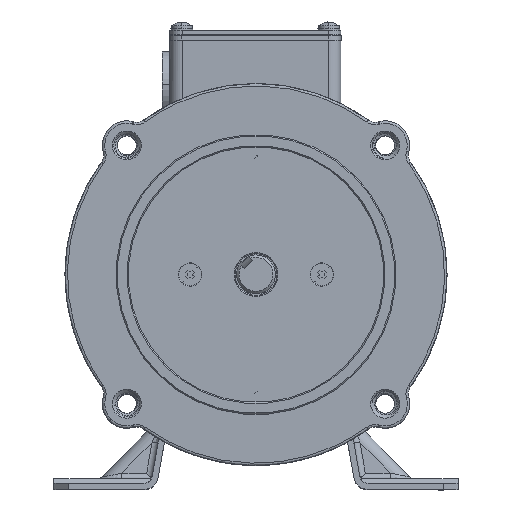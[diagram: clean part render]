
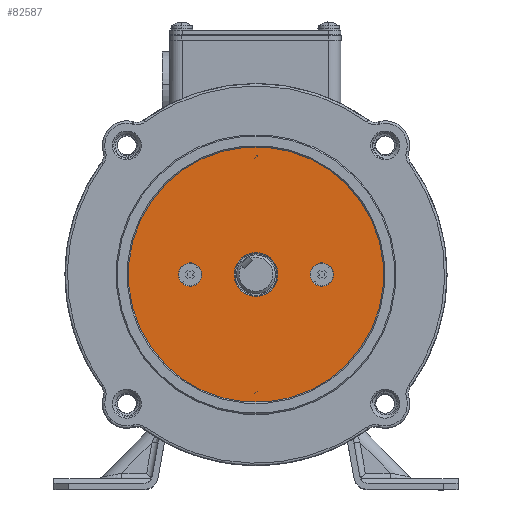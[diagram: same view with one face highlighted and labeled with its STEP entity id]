
A CAD part, top view. The second image highlights one B-rep face of the part: STEP entity #82587.
In plain terms, the highlighted planar face has unit normal (0, 0, 1).
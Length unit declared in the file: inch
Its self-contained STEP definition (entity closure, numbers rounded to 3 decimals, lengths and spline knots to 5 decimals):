
#505 = DIRECTION ( 'NONE',  ( 0., 0., -1. ) ) ;
#1469 = DIRECTION ( 'NONE',  ( 1., 0., 0. ) ) ;
#1989 = FACE_BOUND ( 'NONE', #88274, .T. ) ;
#2288 = CARTESIAN_POINT ( 'NONE',  ( -0.90894, 0.72382, 10.16929 ) ) ;
#2381 = EDGE_CURVE ( 'NONE', #43671, #75338, #14301, .T. ) ;
#2914 = VERTEX_POINT ( 'NONE', #2288 ) ;
#4706 = DIRECTION ( 'NONE',  ( 1., 0., 0. ) ) ;
#8150 = EDGE_LOOP ( 'NONE', ( #23963, #40864 ) ) ;
#11042 = FACE_OUTER_BOUND ( 'NONE', #8150, .T. ) ;
#11691 = CARTESIAN_POINT ( 'NONE',  ( -2.02633, -0.02493, 10.16929 ) ) ;
#11716 = CARTESIAN_POINT ( 'NONE',  ( -0.72194, 0.72382, 10.16929 ) ) ;
#14301 = CIRCLE ( 'NONE', #77453, 2.05315 ) ;
#14861 = CARTESIAN_POINT ( 'NONE',  ( 0.58856, -0.77368, 10.16929 ) ) ;
#15489 = DIRECTION ( 'NONE',  ( 0., 0., -1. ) ) ;
#15525 = VERTEX_POINT ( 'NONE', #25960 ) ;
#18454 = AXIS2_PLACEMENT_3D ( 'NONE', #23437, #29739, #1469 ) ;
#18483 = EDGE_CURVE ( 'NONE', #75338, #43671, #77286, .T. ) ;
#18899 = DIRECTION ( 'NONE',  ( 0., 0., -1. ) ) ;
#20058 = DIRECTION ( 'NONE',  ( 0., 0., -1. ) ) ;
#20260 = DIRECTION ( 'NONE',  ( 0., 0., 1. ) ) ;
#20566 = CARTESIAN_POINT ( 'NONE',  ( 0.02682, -0.02493, 10.16929 ) ) ;
#20645 = CARTESIAN_POINT ( 'NONE',  ( 0.02682, -0.02493, 10.16929 ) ) ;
#22061 = CARTESIAN_POINT ( 'NONE',  ( 0.77557, -0.77368, 10.16929 ) ) ;
#22667 = CARTESIAN_POINT ( 'NONE',  ( -0.32555, -0.02493, 10.16929 ) ) ;
#22778 = CARTESIAN_POINT ( 'NONE',  ( -0.72194, 0.72382, 10.16929 ) ) ;
#23437 = CARTESIAN_POINT ( 'NONE',  ( 0.02682, -0.02493, 10.16929 ) ) ;
#23963 = ORIENTED_EDGE ( 'NONE', *, *, #2381, .T. ) ;
#24046 = EDGE_LOOP ( 'NONE', ( #49880, #91855 ) ) ;
#25960 = CARTESIAN_POINT ( 'NONE',  ( -0.53493, 0.72382, 10.16929 ) ) ;
#26273 = DIRECTION ( 'NONE',  ( -1., 0., 0. ) ) ;
#27600 = DIRECTION ( 'NONE',  ( 0., 0., -1. ) ) ;
#29159 = EDGE_CURVE ( 'NONE', #15525, #2914, #44893, .T. ) ;
#29739 = DIRECTION ( 'NONE',  ( 0., 0., 1. ) ) ;
#32137 = AXIS2_PLACEMENT_3D ( 'NONE', #11716, #18899, #83971 ) ;
#34131 = DIRECTION ( 'NONE',  ( 1., 0., 0. ) ) ;
#38006 = FACE_BOUND ( 'NONE', #63330, .T. ) ;
#40558 = AXIS2_PLACEMENT_3D ( 'NONE', #20645, #20058, #41735 ) ;
#40864 = ORIENTED_EDGE ( 'NONE', *, *, #18483, .T. ) ;
#41735 = DIRECTION ( 'NONE',  ( -1., 0., 0. ) ) ;
#42316 = CIRCLE ( 'NONE', #32137, 0.18701 ) ;
#43052 = ORIENTED_EDGE ( 'NONE', *, *, #88389, .T. ) ;
#43671 = VERTEX_POINT ( 'NONE', #71911 ) ;
#43875 = EDGE_CURVE ( 'NONE', #49925, #80165, #64997, .T. ) ;
#44893 = CIRCLE ( 'NONE', #93032, 0.18701 ) ;
#47675 = CARTESIAN_POINT ( 'NONE',  ( 0.37918, -0.02493, 10.16929 ) ) ;
#49880 = ORIENTED_EDGE ( 'NONE', *, *, #54315, .T. ) ;
#49925 = VERTEX_POINT ( 'NONE', #22667 ) ;
#50272 = EDGE_CURVE ( 'NONE', #71152, #85903, #67741, .T. ) ;
#53051 = AXIS2_PLACEMENT_3D ( 'NONE', #76682, #27600, #55022 ) ;
#54315 = EDGE_CURVE ( 'NONE', #85903, #71152, #66972, .T. ) ;
#54471 = ORIENTED_EDGE ( 'NONE', *, *, #29159, .T. ) ;
#55022 = DIRECTION ( 'NONE',  ( 1., 0., 0. ) ) ;
#55441 = CARTESIAN_POINT ( 'NONE',  ( 0.96257, -0.77368, 10.16929 ) ) ;
#63330 = EDGE_LOOP ( 'NONE', ( #54471, #85132 ) ) ;
#64997 = CIRCLE ( 'NONE', #40558, 0.35236 ) ;
#65430 = AXIS2_PLACEMENT_3D ( 'NONE', #91369, #69365, #26273 ) ;
#65441 = AXIS2_PLACEMENT_3D ( 'NONE', #22061, #15489, #79604 ) ;
#66972 = CIRCLE ( 'NONE', #65441, 0.18701 ) ;
#67741 = CIRCLE ( 'NONE', #53051, 0.18701 ) ;
#69365 = DIRECTION ( 'NONE',  ( 0., 0., -1. ) ) ;
#71152 = VERTEX_POINT ( 'NONE', #14861 ) ;
#71911 = CARTESIAN_POINT ( 'NONE',  ( 2.07996, -0.02493, 10.16929 ) ) ;
#72220 = ORIENTED_EDGE ( 'NONE', *, *, #43875, .T. ) ;
#73826 = AXIS2_PLACEMENT_3D ( 'NONE', #83274, #90831, #4706 ) ;
#75338 = VERTEX_POINT ( 'NONE', #11691 ) ;
#76239 = FACE_BOUND ( 'NONE', #24046, .T. ) ;
#76682 = CARTESIAN_POINT ( 'NONE',  ( 0.77557, -0.77368, 10.16929 ) ) ;
#77286 = CIRCLE ( 'NONE', #73826, 2.05315 ) ;
#77453 = AXIS2_PLACEMENT_3D ( 'NONE', #20566, #20260, #34131 ) ;
#79604 = DIRECTION ( 'NONE',  ( 1., 0., 0. ) ) ;
#80165 = VERTEX_POINT ( 'NONE', #47675 ) ;
#82587 = ADVANCED_FACE ( 'NONE', ( #11042, #1989, #76239, #38006 ), #85433, .T. ) ;
#83274 = CARTESIAN_POINT ( 'NONE',  ( 0.02682, -0.02493, 10.16929 ) ) ;
#83444 = CIRCLE ( 'NONE', #65430, 0.35236 ) ;
#83971 = DIRECTION ( 'NONE',  ( 1., 0., 0. ) ) ;
#85132 = ORIENTED_EDGE ( 'NONE', *, *, #86405, .T. ) ;
#85433 = PLANE ( 'NONE',  #18454 ) ;
#85903 = VERTEX_POINT ( 'NONE', #55441 ) ;
#86405 = EDGE_CURVE ( 'NONE', #2914, #15525, #42316, .T. ) ;
#87583 = DIRECTION ( 'NONE',  ( 1., 0., 0. ) ) ;
#88274 = EDGE_LOOP ( 'NONE', ( #72220, #43052 ) ) ;
#88389 = EDGE_CURVE ( 'NONE', #80165, #49925, #83444, .T. ) ;
#90831 = DIRECTION ( 'NONE',  ( 0., 0., 1. ) ) ;
#91369 = CARTESIAN_POINT ( 'NONE',  ( 0.02682, -0.02493, 10.16929 ) ) ;
#91855 = ORIENTED_EDGE ( 'NONE', *, *, #50272, .T. ) ;
#93032 = AXIS2_PLACEMENT_3D ( 'NONE', #22778, #505, #87583 ) ;
